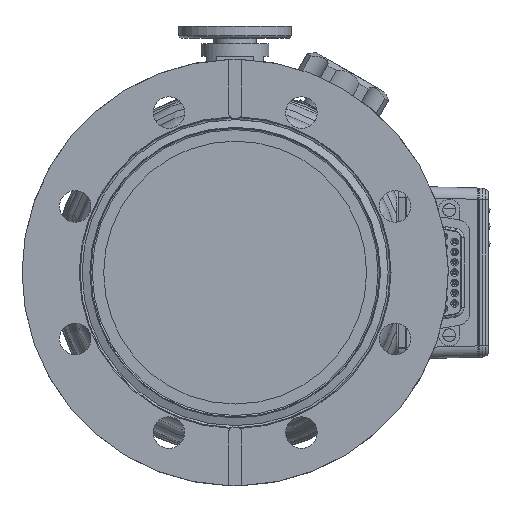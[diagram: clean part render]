
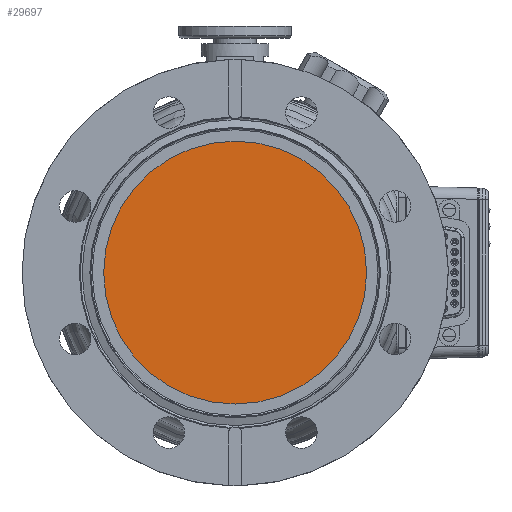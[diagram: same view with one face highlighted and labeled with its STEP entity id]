
A CAD part, front view. The second image highlights one B-rep face of the part: STEP entity #29697.
In plain terms, the highlighted planar face has unit normal (0, -1, 0).
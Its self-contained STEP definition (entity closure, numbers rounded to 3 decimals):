
#1344=PLANE('',#32807);
#2961=FACE_OUTER_BOUND('',#4778,.T.);
#4778=EDGE_LOOP('',(#24963));
#10373=CIRCLE('',#32309,35.);
#12863=VERTEX_POINT('',#59003);
#16637=EDGE_CURVE('',#12863,#12863,#10373,.T.);
#24963=ORIENTED_EDGE('',*,*,#16637,.F.);
#29697=ADVANCED_FACE('',(#2961),#1344,.T.);
#32309=AXIS2_PLACEMENT_3D('',#59005,#39297,#39298);
#32807=AXIS2_PLACEMENT_3D('',#62788,#40538,#40539);
#39297=DIRECTION('center_axis',(0.,1.,0.));
#39298=DIRECTION('ref_axis',(-0.5,0.,-0.866));
#40538=DIRECTION('center_axis',(0.,-1.,0.));
#40539=DIRECTION('ref_axis',(0.,0.,-1.));
#59003=CARTESIAN_POINT('',(17.5,-125.1,30.311));
#59005=CARTESIAN_POINT('Origin',(0.,-125.1,0.));
#62788=CARTESIAN_POINT('Origin',(18.75,-125.1,0.));
